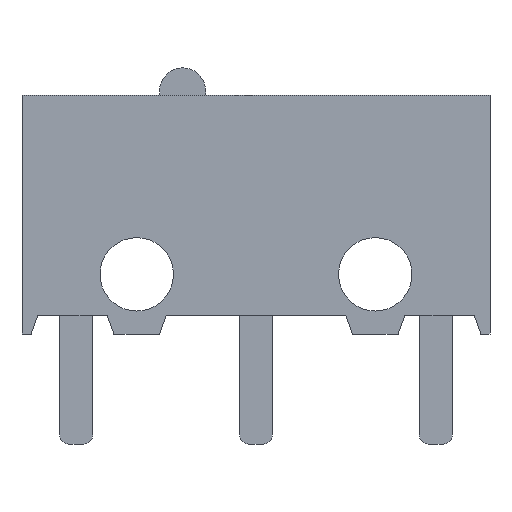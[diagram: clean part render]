
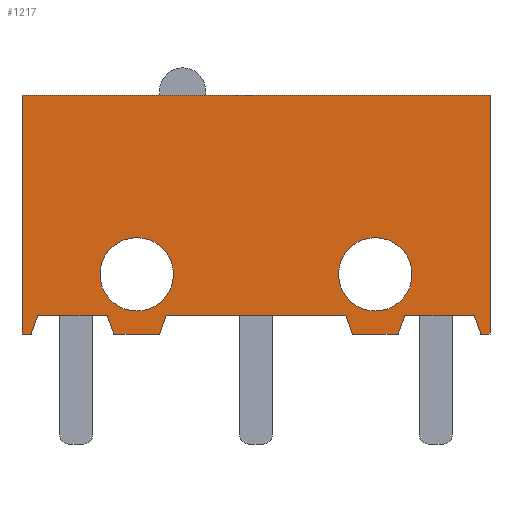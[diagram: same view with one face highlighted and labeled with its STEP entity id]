
A CAD part, left-side view. The second image highlights one B-rep face of the part: STEP entity #1217.
In plain terms, the highlighted planar face has unit normal (-1, 0, 0).
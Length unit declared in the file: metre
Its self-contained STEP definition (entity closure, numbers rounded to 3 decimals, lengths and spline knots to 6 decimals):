
#48=CIRCLE('',#1453,0.001);
#49=CIRCLE('',#1454,0.001);
#102=ORIENTED_EDGE('',*,*,#446,.T.);
#103=ORIENTED_EDGE('',*,*,#447,.T.);
#104=ORIENTED_EDGE('',*,*,#441,.T.);
#105=ORIENTED_EDGE('',*,*,#448,.F.);
#106=ORIENTED_EDGE('',*,*,#449,.T.);
#107=ORIENTED_EDGE('',*,*,#450,.F.);
#108=ORIENTED_EDGE('',*,*,#451,.F.);
#109=ORIENTED_EDGE('',*,*,#452,.F.);
#110=ORIENTED_EDGE('',*,*,#431,.T.);
#111=ORIENTED_EDGE('',*,*,#453,.F.);
#112=ORIENTED_EDGE('',*,*,#454,.T.);
#113=ORIENTED_EDGE('',*,*,#455,.F.);
#114=ORIENTED_EDGE('',*,*,#456,.F.);
#115=ORIENTED_EDGE('',*,*,#457,.F.);
#116=ORIENTED_EDGE('',*,*,#458,.T.);
#117=ORIENTED_EDGE('',*,*,#459,.F.);
#118=ORIENTED_EDGE('',*,*,#460,.T.);
#119=ORIENTED_EDGE('',*,*,#461,.F.);
#120=ORIENTED_EDGE('',*,*,#462,.T.);
#121=ORIENTED_EDGE('',*,*,#418,.F.);
#122=ORIENTED_EDGE('',*,*,#463,.T.);
#123=ORIENTED_EDGE('',*,*,#464,.F.);
#124=ORIENTED_EDGE('',*,*,#465,.F.);
#125=ORIENTED_EDGE('',*,*,#466,.F.);
#418=EDGE_CURVE('',#590,#591,#706,.T.);
#431=EDGE_CURVE('',#604,#602,#719,.T.);
#441=EDGE_CURVE('',#611,#613,#729,.T.);
#446=EDGE_CURVE('',#618,#618,#48,.T.);
#447=EDGE_CURVE('',#619,#619,#49,.T.);
#448=EDGE_CURVE('',#620,#613,#734,.T.);
#449=EDGE_CURVE('',#620,#621,#735,.T.);
#450=EDGE_CURVE('',#622,#621,#736,.T.);
#451=EDGE_CURVE('',#623,#622,#737,.T.);
#452=EDGE_CURVE('',#604,#623,#738,.T.);
#453=EDGE_CURVE('',#624,#602,#739,.T.);
#454=EDGE_CURVE('',#624,#625,#740,.T.);
#455=EDGE_CURVE('',#626,#625,#741,.T.);
#456=EDGE_CURVE('',#627,#626,#742,.T.);
#457=EDGE_CURVE('',#628,#627,#743,.T.);
#458=EDGE_CURVE('',#628,#629,#744,.T.);
#459=EDGE_CURVE('',#630,#629,#745,.T.);
#460=EDGE_CURVE('',#630,#631,#746,.T.);
#461=EDGE_CURVE('',#632,#631,#747,.T.);
#462=EDGE_CURVE('',#632,#591,#748,.T.);
#463=EDGE_CURVE('',#590,#633,#749,.T.);
#464=EDGE_CURVE('',#634,#633,#750,.T.);
#465=EDGE_CURVE('',#635,#634,#751,.T.);
#466=EDGE_CURVE('',#611,#635,#752,.T.);
#590=VERTEX_POINT('',#1872);
#591=VERTEX_POINT('',#1874);
#602=VERTEX_POINT('',#1898);
#604=VERTEX_POINT('',#1901);
#611=VERTEX_POINT('',#1916);
#613=VERTEX_POINT('',#1920);
#618=VERTEX_POINT('',#1932);
#619=VERTEX_POINT('',#1934);
#620=VERTEX_POINT('',#1936);
#621=VERTEX_POINT('',#1938);
#622=VERTEX_POINT('',#1940);
#623=VERTEX_POINT('',#1942);
#624=VERTEX_POINT('',#1945);
#625=VERTEX_POINT('',#1947);
#626=VERTEX_POINT('',#1949);
#627=VERTEX_POINT('',#1951);
#628=VERTEX_POINT('',#1953);
#629=VERTEX_POINT('',#1955);
#630=VERTEX_POINT('',#1957);
#631=VERTEX_POINT('',#1959);
#632=VERTEX_POINT('',#1961);
#633=VERTEX_POINT('',#1964);
#634=VERTEX_POINT('',#1966);
#635=VERTEX_POINT('',#1968);
#706=LINE('',#1873,#860);
#719=LINE('',#1900,#873);
#729=LINE('',#1921,#883);
#734=LINE('',#1935,#888);
#735=LINE('',#1937,#889);
#736=LINE('',#1939,#890);
#737=LINE('',#1941,#891);
#738=LINE('',#1943,#892);
#739=LINE('',#1944,#893);
#740=LINE('',#1946,#894);
#741=LINE('',#1948,#895);
#742=LINE('',#1950,#896);
#743=LINE('',#1952,#897);
#744=LINE('',#1954,#898);
#745=LINE('',#1956,#899);
#746=LINE('',#1958,#900);
#747=LINE('',#1960,#901);
#748=LINE('',#1962,#902);
#749=LINE('',#1963,#903);
#750=LINE('',#1965,#904);
#751=LINE('',#1967,#905);
#752=LINE('',#1969,#906);
#860=VECTOR('',#1544,1.);
#873=VECTOR('',#1559,1.);
#883=VECTOR('',#1571,1.);
#888=VECTOR('',#1582,1.);
#889=VECTOR('',#1583,1.);
#890=VECTOR('',#1584,1.);
#891=VECTOR('',#1585,1.);
#892=VECTOR('',#1586,1.);
#893=VECTOR('',#1587,1.);
#894=VECTOR('',#1588,1.);
#895=VECTOR('',#1589,1.);
#896=VECTOR('',#1590,1.);
#897=VECTOR('',#1591,1.);
#898=VECTOR('',#1592,1.);
#899=VECTOR('',#1593,1.);
#900=VECTOR('',#1594,1.);
#901=VECTOR('',#1595,1.);
#902=VECTOR('',#1596,1.);
#903=VECTOR('',#1597,1.);
#904=VECTOR('',#1598,1.);
#905=VECTOR('',#1599,1.);
#906=VECTOR('',#1600,1.);
#1013=EDGE_LOOP('',(#102));
#1014=EDGE_LOOP('',(#103));
#1015=EDGE_LOOP('',(#104,#105,#106,#107,#108,#109,#110,#111,#112,#113,#114,
#115,#116,#117,#118,#119,#120,#121,#122,#123,#124,#125));
#1089=FACE_BOUND('',#1013,.T.);
#1090=FACE_BOUND('',#1014,.T.);
#1091=FACE_BOUND('',#1015,.T.);
#1161=PLANE('',#1452);
#1217=ADVANCED_FACE('',(#1089,#1090,#1091),#1161,.T.);
#1452=AXIS2_PLACEMENT_3D('',#1930,#1576,#1577);
#1453=AXIS2_PLACEMENT_3D('',#1931,#1578,#1579);
#1454=AXIS2_PLACEMENT_3D('',#1933,#1580,#1581);
#1544=DIRECTION('',(0.,-1.,0.));
#1559=DIRECTION('',(0.,-1.,0.));
#1571=DIRECTION('',(0.,-1.,0.));
#1576=DIRECTION('',(-1.,0.,0.));
#1577=DIRECTION('',(0.,-1.,0.));
#1578=DIRECTION('',(1.,0.,0.));
#1579=DIRECTION('',(0.,0.,1.));
#1580=DIRECTION('',(1.,0.,0.));
#1581=DIRECTION('',(0.,0.,1.));
#1582=DIRECTION('',(0.,0.342,0.94));
#1583=DIRECTION('',(0.,0.,-1.));
#1584=DIRECTION('',(0.,1.,0.));
#1585=DIRECTION('',(0.,0.,-1.));
#1586=DIRECTION('',(0.,0.342,-0.94));
#1587=DIRECTION('',(0.,0.342,0.94));
#1588=DIRECTION('',(0.,0.,-1.));
#1589=DIRECTION('',(0.,1.,0.));
#1590=DIRECTION('',(0.,0.,-1.));
#1591=DIRECTION('',(0.,0.342,-0.94));
#1592=DIRECTION('',(0.,-1.,0.));
#1593=DIRECTION('',(0.,0.342,0.94));
#1594=DIRECTION('',(0.,0.,-1.));
#1595=DIRECTION('',(0.,1.,0.));
#1596=DIRECTION('',(0.,0.,1.));
#1597=DIRECTION('',(0.,0.,-1.));
#1598=DIRECTION('',(0.,1.,0.));
#1599=DIRECTION('',(0.,0.,-1.));
#1600=DIRECTION('',(0.,0.342,-0.94));
#1872=CARTESIAN_POINT('',(0.,0.01275,0.006));
#1873=CARTESIAN_POINT('',(0.,0.01275,0.006));
#1874=CARTESIAN_POINT('',(0.,0.,0.006));
#1898=CARTESIAN_POINT('',(0.,0.003931,0.));
#1900=CARTESIAN_POINT('',(0.,0.01275,0.));
#1901=CARTESIAN_POINT('',(0.,0.008819,0.));
#1916=CARTESIAN_POINT('',(0.,0.012319,0.));
#1920=CARTESIAN_POINT('',(0.,0.010431,0.));
#1921=CARTESIAN_POINT('',(0.,0.01275,0.));
#1930=CARTESIAN_POINT('',(0.,0.01275,0.));
#1931=CARTESIAN_POINT('',(0.,0.009625,0.001125));
#1932=CARTESIAN_POINT('',(0.,0.009625,0.002125));
#1933=CARTESIAN_POINT('',(0.,0.003125,0.001125));
#1934=CARTESIAN_POINT('',(0.,0.003125,0.002125));
#1935=CARTESIAN_POINT('',(0.,0.010521,0.000248));
#1936=CARTESIAN_POINT('',(0.,0.01025,-0.000497));
#1937=CARTESIAN_POINT('',(0.,0.01025,0.));
#1938=CARTESIAN_POINT('',(0.,0.01025,-0.0005));
#1939=CARTESIAN_POINT('',(0.,0.009,-0.0005));
#1940=CARTESIAN_POINT('',(0.,0.009,-0.0005));
#1941=CARTESIAN_POINT('',(0.,0.009,0.));
#1942=CARTESIAN_POINT('',(0.,0.009,-0.000497));
#1943=CARTESIAN_POINT('',(0.,0.009094,-0.000756));
#1944=CARTESIAN_POINT('',(0.,0.004402,0.001293));
#1945=CARTESIAN_POINT('',(0.,0.00375,-0.000497));
#1946=CARTESIAN_POINT('',(0.,0.00375,0.));
#1947=CARTESIAN_POINT('',(0.,0.00375,-0.0005));
#1948=CARTESIAN_POINT('',(0.,0.00375,-0.0005));
#1949=CARTESIAN_POINT('',(0.,0.0025,-0.0005));
#1950=CARTESIAN_POINT('',(0.,0.0025,0.));
#1951=CARTESIAN_POINT('',(0.,0.0025,-0.000497));
#1952=CARTESIAN_POINT('',(0.,0.002974,-0.001801));
#1953=CARTESIAN_POINT('',(0.,0.002319,0.));
#1954=CARTESIAN_POINT('',(0.,0.01275,0.));
#1955=CARTESIAN_POINT('',(0.,0.000431,0.));
#1956=CARTESIAN_POINT('',(0.,0.001106,0.001855));
#1957=CARTESIAN_POINT('',(0.,0.00025,-0.000497));
#1958=CARTESIAN_POINT('',(0.,0.00025,0.));
#1959=CARTESIAN_POINT('',(0.,0.00025,-0.0005));
#1960=CARTESIAN_POINT('',(0.,0.,-0.0005));
#1961=CARTESIAN_POINT('',(0.,0.,-0.0005));
#1962=CARTESIAN_POINT('',(0.,0.,0.));
#1963=CARTESIAN_POINT('',(0.,0.01275,0.));
#1964=CARTESIAN_POINT('',(0.,0.01275,-0.0005));
#1965=CARTESIAN_POINT('',(0.,0.01275,-0.0005));
#1966=CARTESIAN_POINT('',(0.,0.0125,-0.0005));
#1967=CARTESIAN_POINT('',(0.,0.0125,0.));
#1968=CARTESIAN_POINT('',(0.,0.0125,-0.000497));
#1969=CARTESIAN_POINT('',(0.,0.012389,-0.000194));
